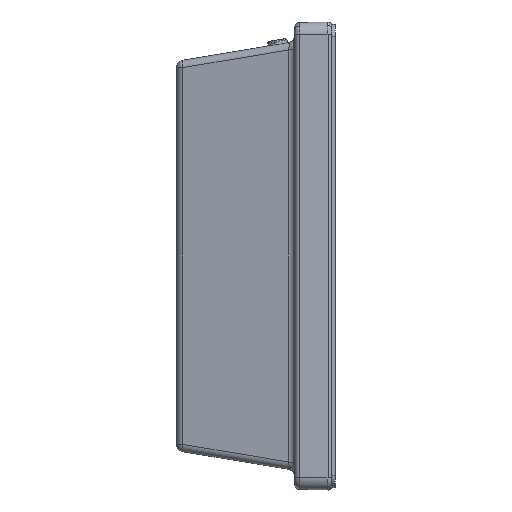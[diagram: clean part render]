
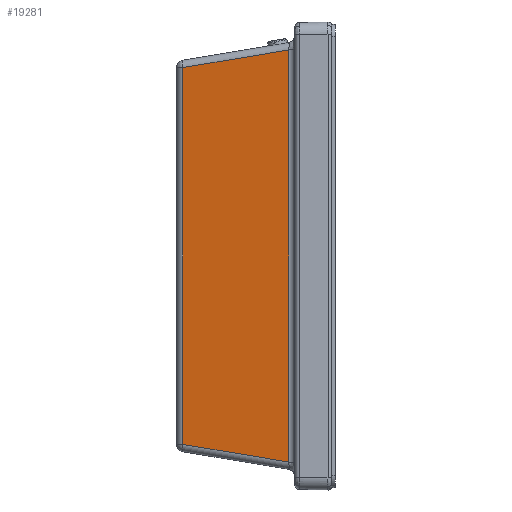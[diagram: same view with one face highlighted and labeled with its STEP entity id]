
A CAD part, left-side view. The second image highlights one B-rep face of the part: STEP entity #19281.
In plain terms, the highlighted planar face has unit normal (-0.986, 0.164, 0).
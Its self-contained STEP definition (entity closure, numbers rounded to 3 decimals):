
#122 = LINE ( 'NONE', #11454, #16525 ) ;
#262 = CARTESIAN_POINT ( 'NONE',  ( -74.92, 87.48, -71.961 ) ) ;
#918 = LINE ( 'NONE', #262, #13086 ) ;
#1234 = CARTESIAN_POINT ( 'NONE',  ( -79.078, 62.533, 76.119 ) ) ;
#1277 = CARTESIAN_POINT ( 'NONE',  ( -79., 63., 79. ) ) ;
#1850 = DIRECTION ( 'NONE',  ( -0.162, -0.973, -0.162 ) ) ;
#1931 = DIRECTION ( 'NONE',  ( 0., 0., -1. ) ) ;
#3203 = EDGE_CURVE ( 'NONE', #19558, #12191, #918, .T. ) ;
#3250 = VECTOR ( 'NONE', #4341, 1000. ) ;
#4028 = FACE_OUTER_BOUND ( 'NONE', #16075, .T. ) ;
#4341 = DIRECTION ( 'NONE',  ( 0.162, 0.973, -0.162 ) ) ;
#5046 = DIRECTION ( 'NONE',  ( 0., 0., 1. ) ) ;
#5852 = CARTESIAN_POINT ( 'NONE',  ( -79.418, 60.493, -76.459 ) ) ;
#6063 = DIRECTION ( 'NONE',  ( 0.986, -0.164, 0. ) ) ;
#6806 = VERTEX_POINT ( 'NONE', #7590 ) ;
#7590 = CARTESIAN_POINT ( 'NONE',  ( -86.582, 17.507, 83.623 ) ) ;
#8247 = CARTESIAN_POINT ( 'NONE',  ( -86.582, 17.507, 84.041 ) ) ;
#10605 = AXIS2_PLACEMENT_3D ( 'NONE', #1277, #6063, #17162 ) ;
#11454 = CARTESIAN_POINT ( 'NONE',  ( -79.418, 60.493, -76.041 ) ) ;
#11816 = VECTOR ( 'NONE', #5046, 1000. ) ;
#12017 = ORIENTED_EDGE ( 'NONE', *, *, #3203, .T. ) ;
#12191 = VERTEX_POINT ( 'NONE', #16141 ) ;
#13086 = VECTOR ( 'NONE', #1850, 1000. ) ;
#14909 = ORIENTED_EDGE ( 'NONE', *, *, #20100, .T. ) ;
#15564 = PLANE ( 'NONE',  #10605 ) ;
#16015 = LINE ( 'NONE', #8247, #11816 ) ;
#16075 = EDGE_LOOP ( 'NONE', ( #14909, #19802, #12017, #19174 ) ) ;
#16141 = CARTESIAN_POINT ( 'NONE',  ( -86.582, 17.507, -83.623 ) ) ;
#16424 = EDGE_CURVE ( 'NONE', #18444, #19558, #122, .T. ) ;
#16439 = EDGE_CURVE ( 'NONE', #12191, #6806, #16015, .T. ) ;
#16442 = LINE ( 'NONE', #1234, #3250 ) ;
#16525 = VECTOR ( 'NONE', #1931, 1000. ) ;
#17162 = DIRECTION ( 'NONE',  ( 0.164, 0.986, 0. ) ) ;
#18444 = VERTEX_POINT ( 'NONE', #19539 ) ;
#19174 = ORIENTED_EDGE ( 'NONE', *, *, #16439, .T. ) ;
#19281 = ADVANCED_FACE ( 'NONE', ( #4028 ), #15564, .F. ) ;
#19539 = CARTESIAN_POINT ( 'NONE',  ( -79.418, 60.493, 76.459 ) ) ;
#19558 = VERTEX_POINT ( 'NONE', #5852 ) ;
#19802 = ORIENTED_EDGE ( 'NONE', *, *, #16424, .T. ) ;
#20100 = EDGE_CURVE ( 'NONE', #6806, #18444, #16442, .T. ) ;
